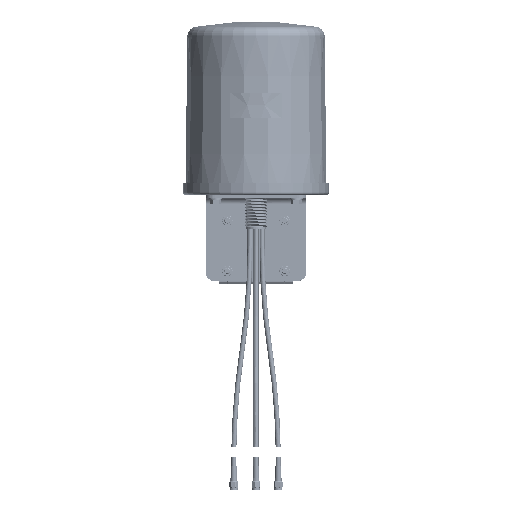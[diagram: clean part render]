
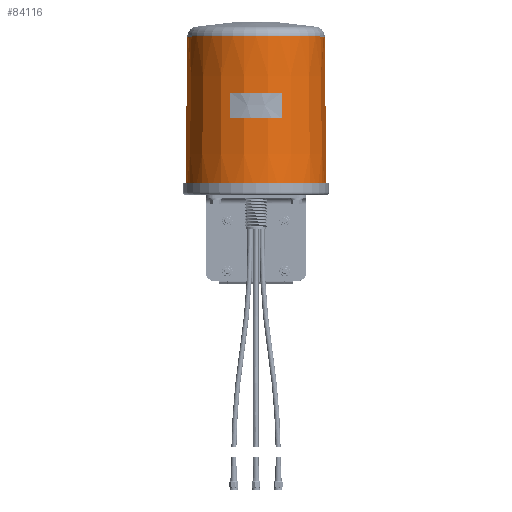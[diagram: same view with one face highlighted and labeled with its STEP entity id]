
A CAD part, top view. The second image highlights one B-rep face of the part: STEP entity #84116.
In plain terms, the highlighted conical face has half-angle 0.739 degrees and reference radius 69 mm.
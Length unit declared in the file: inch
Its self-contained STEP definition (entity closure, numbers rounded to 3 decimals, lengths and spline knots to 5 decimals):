
#138 = ORIENTED_EDGE ( 'NONE', *, *, #50949, .F. ) ;
#9639 = CARTESIAN_POINT ( 'NONE',  ( 0., 6.10236, 0. ) ) ;
#12122 = VECTOR ( 'NONE', #61850, 39.37008 ) ;
#13522 = CARTESIAN_POINT ( 'NONE',  ( 0., 3.05118, 0. ) ) ;
#14149 = CIRCLE ( 'NONE', #46423, 2.67717 ) ;
#16654 = DIRECTION ( 'NONE',  ( 0., 1., 0. ) ) ;
#17204 = CARTESIAN_POINT ( 'NONE',  ( 2.75591, 0., 0. ) ) ;
#18416 = EDGE_CURVE ( 'NONE', #49288, #39970, #74936, .T. ) ;
#20186 = ORIENTED_EDGE ( 'NONE', *, *, #69210, .T. ) ;
#20342 = CARTESIAN_POINT ( 'NONE',  ( -2.67717, 6.10236, 0. ) ) ;
#20814 = EDGE_LOOP ( 'NONE', ( #77289, #138, #66088, #20186 ) ) ;
#25379 = DIRECTION ( 'NONE',  ( -1., 0., 0. ) ) ;
#26256 = FACE_OUTER_BOUND ( 'NONE', #20814, .T. ) ;
#34823 = LINE ( 'NONE', #76496, #66060 ) ;
#39970 = VERTEX_POINT ( 'NONE', #17204 ) ;
#40291 = DIRECTION ( 'NONE',  ( 0., -1., 0. ) ) ;
#44963 = CARTESIAN_POINT ( 'NONE',  ( 0., 0., 0. ) ) ;
#45153 = CARTESIAN_POINT ( 'NONE',  ( 2.67717, 6.10236, 0. ) ) ;
#46423 = AXIS2_PLACEMENT_3D ( 'NONE', #9639, #16654, #77239 ) ;
#48330 = AXIS2_PLACEMENT_3D ( 'NONE', #44963, #84923, #77454 ) ;
#49288 = VERTEX_POINT ( 'NONE', #69955 ) ;
#49310 = DIRECTION ( 'NONE',  ( -0.013, -1., 0. ) ) ;
#50949 = EDGE_CURVE ( 'NONE', #74513, #39970, #62292, .T. ) ;
#55877 = VERTEX_POINT ( 'NONE', #20342 ) ;
#61850 = DIRECTION ( 'NONE',  ( 0.013, -1., 0. ) ) ;
#62292 = LINE ( 'NONE', #75010, #12122 ) ;
#63217 = CONICAL_SURFACE ( 'NONE', #82806, 2.71654, 0.013 ) ;
#66060 = VECTOR ( 'NONE', #49310, 39.37008 ) ;
#66088 = ORIENTED_EDGE ( 'NONE', *, *, #68715, .F. ) ;
#68715 = EDGE_CURVE ( 'NONE', #55877, #74513, #14149, .T. ) ;
#69210 = EDGE_CURVE ( 'NONE', #55877, #49288, #34823, .T. ) ;
#69955 = CARTESIAN_POINT ( 'NONE',  ( -2.75591, 0., 0. ) ) ;
#74513 = VERTEX_POINT ( 'NONE', #45153 ) ;
#74936 = CIRCLE ( 'NONE', #48330, 2.75591 ) ;
#75010 = CARTESIAN_POINT ( 'NONE',  ( 2.67717, 6.10236, 0. ) ) ;
#76496 = CARTESIAN_POINT ( 'NONE',  ( -2.67717, 6.10236, 0. ) ) ;
#77239 = DIRECTION ( 'NONE',  ( -1., 0., 0. ) ) ;
#77289 = ORIENTED_EDGE ( 'NONE', *, *, #18416, .T. ) ;
#77454 = DIRECTION ( 'NONE',  ( -1., 0., 0. ) ) ;
#82806 = AXIS2_PLACEMENT_3D ( 'NONE', #13522, #40291, #25379 ) ;
#84116 = ADVANCED_FACE ( 'NONE', ( #26256 ), #63217, .T. ) ;
#84923 = DIRECTION ( 'NONE',  ( 0., 1., 0. ) ) ;
